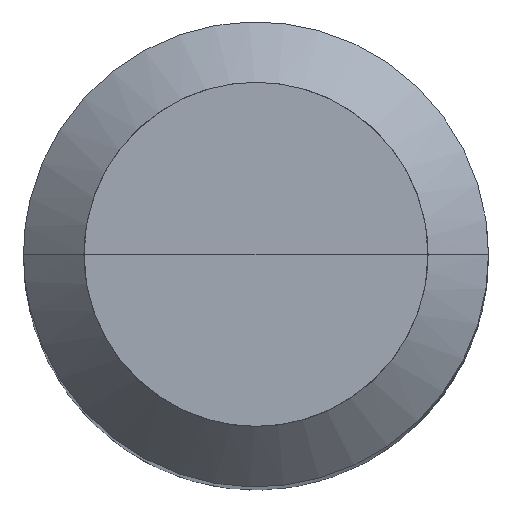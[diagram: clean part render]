
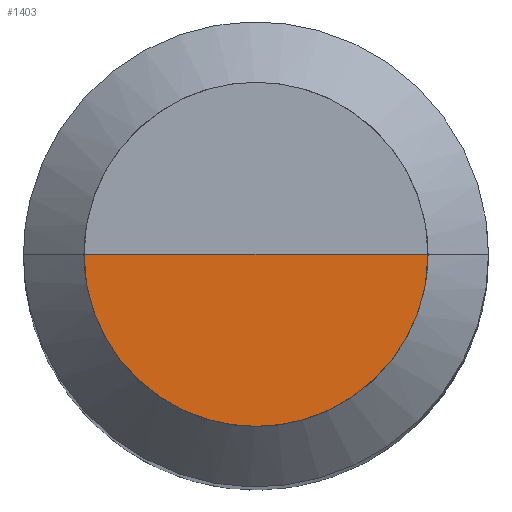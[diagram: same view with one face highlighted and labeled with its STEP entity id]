
A CAD part, top view. The second image highlights one B-rep face of the part: STEP entity #1403.
In plain terms, the highlighted free-form (B-spline) face has degree [1, 2] with [2, 5] control points.
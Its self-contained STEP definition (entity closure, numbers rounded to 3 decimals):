
#1046=CARTESIAN_POINT('',(3.7,0.0,40.0));
#1050=CARTESIAN_POINT('',(-3.7,0.0,40.0));
#1051=CARTESIAN_POINT('',(0.0,0.0,40.0));
#1064=CARTESIAN_POINT('',(-3.7,-3.7,40.0));
#1065=CARTESIAN_POINT('',(0.0,-3.7,40.0));
#1066=CARTESIAN_POINT('',(3.7,-3.7,40.0));
#1388=(
BOUNDED_SURFACE()
B_SPLINE_SURFACE(1,2,(
(#1050,#1064,#1065,#1066,#1046),
(#1051,#1051,#1051,#1051,#1051)
), .UNSPECIFIED.,.F.,.F.,.F.)
B_SPLINE_SURFACE_WITH_KNOTS((2,2),(3,2,3),(
0.0,1.0),(
0.0,0.5,1.0), .UNSPECIFIED.)
GEOMETRIC_REPRESENTATION_ITEM()
RATIONAL_B_SPLINE_SURFACE(((1.0,0.707,1.0,0.707,1.0),
(1.0,0.707,1.0,0.707,1.0)
))
REPRESENTATION_ITEM('')
SURFACE()
);
#1389=(
BOUNDED_CURVE()
B_SPLINE_CURVE(1,(#1051,#1046),.UNSPECIFIED.,.F.,.F.)
B_SPLINE_CURVE_WITH_KNOTS((2,2),
(0.0,1.0),.UNSPECIFIED.)
CURVE()
GEOMETRIC_REPRESENTATION_ITEM()
RATIONAL_B_SPLINE_CURVE((1.0,1.0))
REPRESENTATION_ITEM('')
);
#1390=(
BOUNDED_CURVE()
B_SPLINE_CURVE(2,(#1046,#1066,#1065,#1064,#1050),.UNSPECIFIED.,.F.,.F.)
B_SPLINE_CURVE_WITH_KNOTS((3,2,3),
(0.0,0.5,1.0),.UNSPECIFIED.)
CURVE()
GEOMETRIC_REPRESENTATION_ITEM()
RATIONAL_B_SPLINE_CURVE((1.0,0.707,1.0,0.707,1.0))
REPRESENTATION_ITEM('')
);
#1391=(
BOUNDED_CURVE()
B_SPLINE_CURVE(1,(#1050,#1051),.UNSPECIFIED.,.F.,.F.)
B_SPLINE_CURVE_WITH_KNOTS((2,2),
(0.0,1.0),.UNSPECIFIED.)
CURVE()
GEOMETRIC_REPRESENTATION_ITEM()
RATIONAL_B_SPLINE_CURVE((1.0,1.0))
REPRESENTATION_ITEM('')
);
#1392=VERTEX_POINT('',#1046);
#1393=VERTEX_POINT('',#1050);
#1394=VERTEX_POINT('',#1051);
#1395=EDGE_CURVE('',#1394,#1392,#1389,.T.);
#1396=EDGE_CURVE('',#1392,#1393,#1390,.T.);
#1397=EDGE_CURVE('',#1393,#1394,#1391,.T.);
#1398=ORIENTED_EDGE('',*,*,#1395,.T.);
#1399=ORIENTED_EDGE('',*,*,#1396,.T.);
#1400=ORIENTED_EDGE('',*,*,#1397,.T.);
#1401=EDGE_LOOP('',(#1398,#1399,#1400));
#1402=FACE_OUTER_BOUND('',#1401,.T.);
#1403=ADVANCED_FACE('',(#1402),#1388,.T.);
